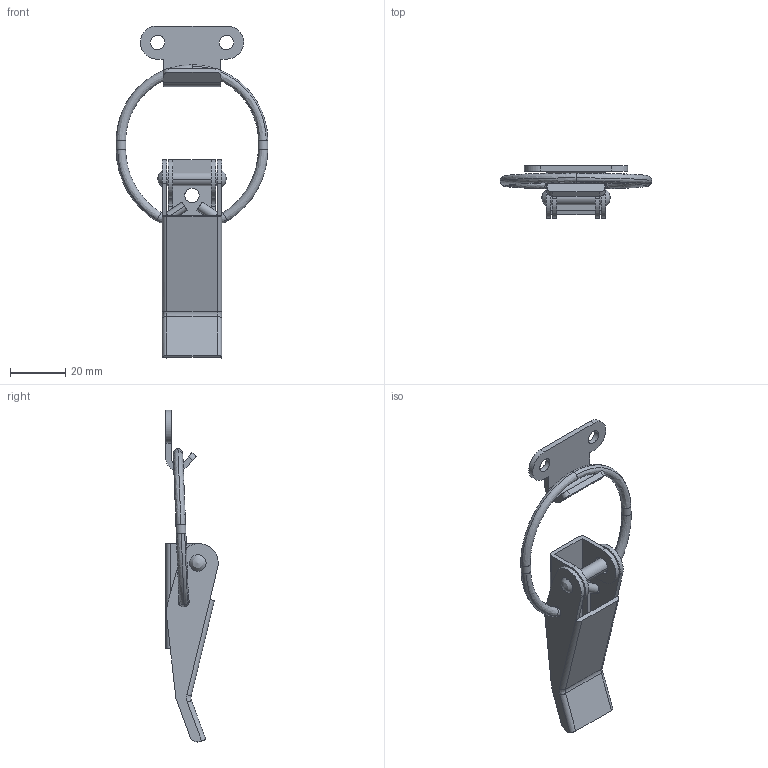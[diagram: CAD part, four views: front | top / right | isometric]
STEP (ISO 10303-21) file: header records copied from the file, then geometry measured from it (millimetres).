
FILE_DESCRIPTION((''),'2;1');
FILE_NAME('','2005-07-15T13:53:05',(''),(''),'','CADfix','');
FILE_SCHEMA(('AUTOMOTIVE_DESIGN'));
Length unit declared in the file: millimetre
Products named in the file (6): arm; shaft; lever; keeper; base; TL_116_1_10317_36
Assembly tree (5 placements, depth 2):
  TL_116_1_10317_36
    arm
    shaft
    lever
    keeper
    base
Bounding box: 55 x 19 x 120.5 mm (x, y, z)
Volume: 9246.6 mm3; surface area: 12038.9 mm2
Topology: 5 solids, 5 shells, 117 faces, 365 edges, 260 vertices
Faces by surface type: bspline 117
Entity records: 5397 total; most frequent: CARTESIAN_POINT 3214, ORIENTED_EDGE 730, EDGE_CURVE 365, VERTEX_POINT 260, QUASI_UNIFORM_CURVE 157, EDGE_LOOP 139, FACE_OUTER_BOUND 117, ADVANCED_FACE 117
